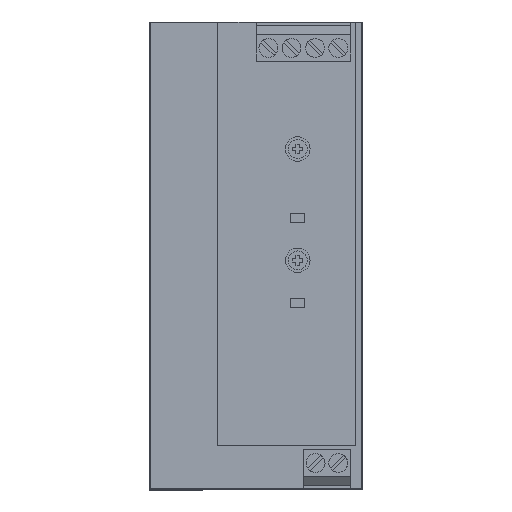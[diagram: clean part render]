
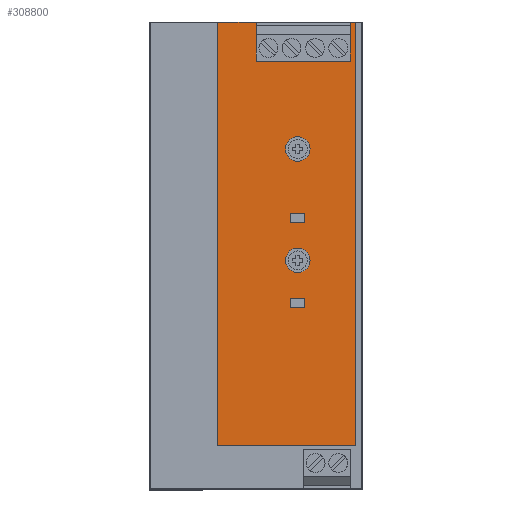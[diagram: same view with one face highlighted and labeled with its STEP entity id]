
A CAD part, top view. The second image highlights one B-rep face of the part: STEP entity #308800.
In plain terms, the highlighted face is planar.
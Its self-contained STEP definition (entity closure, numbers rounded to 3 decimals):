
#295200=CARTESIAN_POINT('',(6.45,88.9,41.2));
#295210=VERTEX_POINT('',#295200);
#295380=CARTESIAN_POINT('',(-13.5,88.9,41.2));
#295390=VERTEX_POINT('',#295380);
#295420=CARTESIAN_POINT('',(0.,88.9,41.2))
;
#295430=DIRECTION('',(-1.,0.,0.));
#295440=VECTOR('',#295430,1.);
#295450=LINE('',#295420,#295440);
#295460=EDGE_CURVE('',#295210,#295390,#295450,.T.);
#295670=CARTESIAN_POINT('',(-13.5,88.9,46.8));
#295680=VERTEX_POINT('',#295670);
#295850=CARTESIAN_POINT('',(6.45,88.9,46.8));
#295860=VERTEX_POINT('',#295850);
#296270=CARTESIAN_POINT('',(6.45,88.9,-0.01))
;
#296280=DIRECTION('',(0.,0.,1.));
#296290=VECTOR('',#296280,1.);
#296300=LINE('',#296270,#296290);
#296310=CARTESIAN_POINT('',(6.45,88.9,49.4));
#296320=VERTEX_POINT('',#296310);
#296330=EDGE_CURVE('',#295860,#296320,#296300,.T.);
#296860=CARTESIAN_POINT('',(-14.61,88.9,49.4));
#296870=VERTEX_POINT('',#296860);
#296900=CARTESIAN_POINT('',(0.,88.9,49.4));
#296910=DIRECTION('',(1.,0.,0.));
#296920=VECTOR('',#296910,1.);
#296930=LINE('',#296900,#296920);
#296940=CARTESIAN_POINT('',(-13.5,88.9,49.4));
#296950=VERTEX_POINT('',#296940);
#296960=EDGE_CURVE('',#296870,#296950,#296930,.T.);
#297280=CARTESIAN_POINT('',(-13.5,88.9,-0.01));
#297290=DIRECTION('',(0.,0.,1.));
#297300=VECTOR('',#297290,1.);
#297310=LINE('',#297280,#297300);
#297320=EDGE_CURVE('',#295680,#296950,#297310,.T.);
#307180=CARTESIAN_POINT('',(6.45,88.9,-0.01));
#307190=DIRECTION('',(0.,0.,-1.));
#307200=VECTOR('',#307190,1.);
#307210=LINE('',#307180,#307200);
#307220=EDGE_CURVE('',#295860,#295210,#307210,.T.);
#307340=CARTESIAN_POINT('',(-10.375,88.9,-0.01));
#307350=DIRECTION('',(0.,1.,0.));
#307360=DIRECTION('',(0.,0.,1.));
#307370=AXIS2_PLACEMENT_3D('',#307340,#307350,#307360);
#307380=PLANE('',#307370);
#307390=CARTESIAN_POINT('',(-2.35,88.9,22.59));
#307400=DIRECTION('',(0.,-1.,0.));
#307410=DIRECTION('',(1.,0.,0.));
#307420=AXIS2_PLACEMENT_3D('',#307390,#307400,#307410);
#307430=CIRCLE('',#307420,2.6);
#307440=CARTESIAN_POINT('',(0.25,88.9,22.59));
#307450=VERTEX_POINT('',#307440);
#307460=CARTESIAN_POINT('',(-4.95,88.9,22.59));
#307470=VERTEX_POINT('',#307460);
#307480=EDGE_CURVE('',#307450,#307470,#307430,.T.);
#307490=ORIENTED_EDGE('',*,*,#307480,.T.);
#307500=EDGE_CURVE('',#307470,#307450,#307430,.T.);
#307510=ORIENTED_EDGE('',*,*,#307500,.T.);
#307520=EDGE_LOOP('',(#307510,#307490));
#307530=FACE_BOUND('',#307520,.T.);
#307540=CARTESIAN_POINT('',(0.,88.9,-11.01)
);
#307550=DIRECTION('',(1.,0.,0.));
#307560=VECTOR('',#307550,1.);
#307570=LINE('',#307540,#307560);
#307580=CARTESIAN_POINT('',(-3.85,88.9,-11.01));
#307590=VERTEX_POINT('',#307580);
#307600=CARTESIAN_POINT('',(-0.85,88.9,-11.01));
#307610=VERTEX_POINT('',#307600);
#307620=EDGE_CURVE('',#307590,#307610,#307570,.T.);
#307630=ORIENTED_EDGE('',*,*,#307620,.T.);
#307640=CARTESIAN_POINT('',(-3.85,88.9,-0.01)
);
#307650=DIRECTION('',(0.,0.,-1.));
#307660=VECTOR('',#307650,1.);
#307670=LINE('',#307640,#307660);
#307680=CARTESIAN_POINT('',(-3.85,88.9,-9.01));
#307690=VERTEX_POINT('',#307680);
#307700=EDGE_CURVE('',#307690,#307590,#307670,.T.);
#307710=ORIENTED_EDGE('',*,*,#307700,.T.);
#307720=CARTESIAN_POINT('',(0.,88.9,-9.01)
);
#307730=DIRECTION('',(-1.,0.,0.));
#307740=VECTOR('',#307730,1.);
#307750=LINE('',#307720,#307740);
#307760=CARTESIAN_POINT('',(-0.85,88.9,-9.01));
#307770=VERTEX_POINT('',#307760);
#307780=EDGE_CURVE('',#307770,#307690,#307750,.T.);
#307790=ORIENTED_EDGE('',*,*,#307780,.T.);
#307800=CARTESIAN_POINT('',(-0.85,88.9,-0.01
));
#307810=DIRECTION('',(0.,0.,1.));
#307820=VECTOR('',#307810,1.);
#307830=LINE('',#307800,#307820);
#307840=EDGE_CURVE('',#307610,#307770,#307830,.T.);
#307850=ORIENTED_EDGE('',*,*,#307840,.T.);
#307860=EDGE_LOOP('',(#307850,#307790,#307710,#307630));
#307870=FACE_BOUND('',#307860,.T.);
#307880=CARTESIAN_POINT('',(-2.35,88.9,-1.01));
#307890=DIRECTION('',(0.,-1.,0.));
#307900=DIRECTION('',(1.,0.,0.));
#307910=AXIS2_PLACEMENT_3D('',#307880,#307890,#307900);
#307920=CIRCLE('',#307910,2.6);
#307930=CARTESIAN_POINT('',(0.25,88.9,-1.01));
#307940=VERTEX_POINT('',#307930);
#307950=CARTESIAN_POINT('',(-4.95,88.9,-1.01));
#307960=VERTEX_POINT('',#307950);
#307970=EDGE_CURVE('',#307940,#307960,#307920,.T.);
#307980=ORIENTED_EDGE('',*,*,#307970,.T.);
#307990=EDGE_CURVE('',#307960,#307940,#307920,.T.);
#308000=ORIENTED_EDGE('',*,*,#307990,.T.);
#308010=EDGE_LOOP('',(#308000,#307980));
#308020=FACE_BOUND('',#308010,.T.);
#308030=CARTESIAN_POINT('',(-0.85,88.9,-0.01
));
#308040=DIRECTION('',(0.,0.,1.));
#308050=VECTOR('',#308040,1.);
#308060=LINE('',#308030,#308050);
#308070=CARTESIAN_POINT('',(-0.85,88.9,6.99));
#308080=VERTEX_POINT('',#308070);
#308090=CARTESIAN_POINT('',(-0.85,88.9,8.99));
#308100=VERTEX_POINT('',#308090);
#308110=EDGE_CURVE('',#308080,#308100,#308060,.T.);
#308120=ORIENTED_EDGE('',*,*,#308110,.T.);
#308130=CARTESIAN_POINT('',(0.,88.9,6.99))
;
#308140=DIRECTION('',(1.,0.,0.));
#308150=VECTOR('',#308140,1.);
#308160=LINE('',#308130,#308150);
#308170=CARTESIAN_POINT('',(-3.85,88.9,6.99));
#308180=VERTEX_POINT('',#308170);
#308190=EDGE_CURVE('',#308180,#308080,#308160,.T.);
#308200=ORIENTED_EDGE('',*,*,#308190,.T.);
#308210=CARTESIAN_POINT('',(-3.85,88.9,-0.01)
);
#308220=DIRECTION('',(0.,0.,-1.));
#308230=VECTOR('',#308220,1.);
#308240=LINE('',#308210,#308230);
#308250=CARTESIAN_POINT('',(-3.85,88.9,8.99));
#308260=VERTEX_POINT('',#308250);
#308270=EDGE_CURVE('',#308260,#308180,#308240,.T.);
#308280=ORIENTED_EDGE('',*,*,#308270,.T.);
#308290=CARTESIAN_POINT('',(0.,88.9,8.99))
;
#308300=DIRECTION('',(-1.,0.,0.));
#308310=VECTOR('',#308300,1.);
#308320=LINE('',#308290,#308310);
#308330=EDGE_CURVE('',#308100,#308260,#308320,.T.);
#308340=ORIENTED_EDGE('',*,*,#308330,.T.);
#308350=EDGE_LOOP('',(#308340,#308280,#308200,#308120));
#308360=FACE_BOUND('',#308350,.T.);
#308370=CARTESIAN_POINT('',(14.614,88.9,47.89));
#308380=DIRECTION('',(0.,0.,-1.));
#308390=VECTOR('',#308380,1.);
#308400=LINE('',#308370,#308390);
#308410=CARTESIAN_POINT('',(14.61,88.9,49.4));
#308420=VERTEX_POINT('',#308410);
#308430=CARTESIAN_POINT('',(14.61,88.9,-40.224));
#308440=VERTEX_POINT('',#308430);
#308450=EDGE_CURVE('',#308420,#308440,#308400,.T.);
#308460=ORIENTED_EDGE('',*,*,#308450,.T.);
#308470=CARTESIAN_POINT('',(0.,88.9,49.4));
#308480=DIRECTION('',(1.,0.,0.));
#308490=VECTOR('',#308480,1.);
#308500=LINE('',#308470,#308490);
#308510=EDGE_CURVE('',#296320,#308420,#308500,.T.);
#308520=ORIENTED_EDGE('',*,*,#308510,.T.);
#308530=ORIENTED_EDGE('',*,*,#296330,.T.);
#308540=ORIENTED_EDGE('',*,*,#307220,.F.);
#308550=ORIENTED_EDGE('',*,*,#295460,.F.);
#308560=CARTESIAN_POINT('',(-13.5,88.9,-0.01));
#308570=DIRECTION('',(0.,0.,1.));
#308580=VECTOR('',#308570,1.);
#308590=LINE('',#308560,#308580);
#308600=EDGE_CURVE('',#295390,#295680,#308590,.T.);
#308610=ORIENTED_EDGE('',*,*,#308600,.F.);
#308620=ORIENTED_EDGE('',*,*,#297320,.F.);
#308630=ORIENTED_EDGE('',*,*,#296960,.T.);
#308640=CARTESIAN_POINT('',(-14.61,88.9,-0.01)
);
#308650=DIRECTION('',(0.,0.,-1.));
#308660=VECTOR('',#308650,1.);
#308670=LINE('',#308640,#308660);
#308680=CARTESIAN_POINT('',(-14.61,88.9,-40.224));
#308690=VERTEX_POINT('',#308680);
#308700=EDGE_CURVE('',#296870,#308690,#308670,.T.);
#308710=ORIENTED_EDGE('',*,*,#308700,.F.);
#308720=CARTESIAN_POINT('',(0.,88.9,-40.224)
);
#308730=DIRECTION('',(-1.,0.,0.));
#308740=VECTOR('',#308730,1.);
#308750=LINE('',#308720,#308740);
#308760=EDGE_CURVE('',#308440,#308690,#308750,.T.);
#308770=ORIENTED_EDGE('',*,*,#308760,.T.);
#308780=EDGE_LOOP('',(#308770,#308710,#308630,#308620,#308610,#308550,
#308540,#308530,#308520,#308460));
#308790=FACE_OUTER_BOUND('',#308780,.T.);
#308800=ADVANCED_FACE('',(#307530,#307870,#308020,#308360,#308790),
#307380,.T.);
